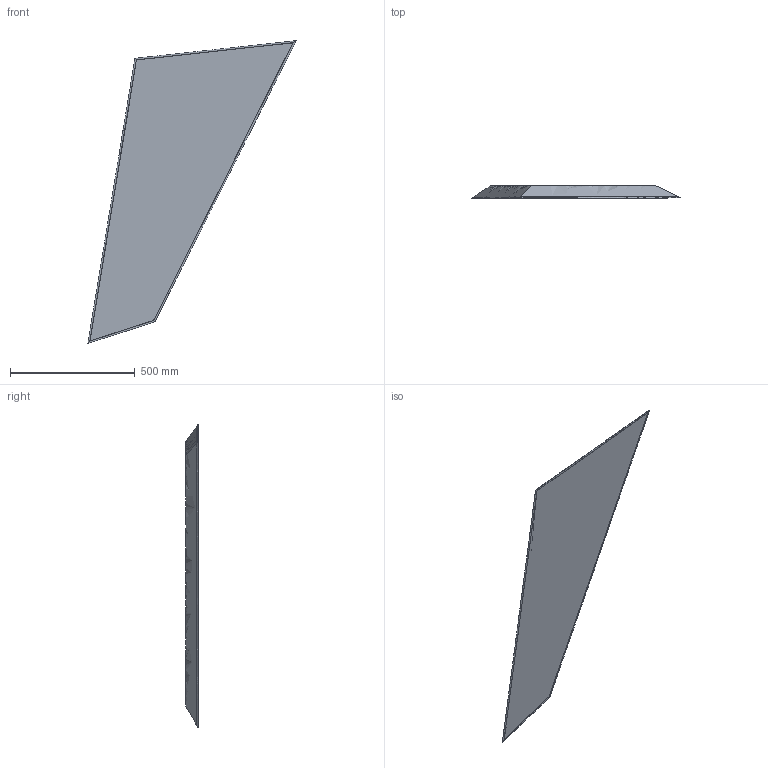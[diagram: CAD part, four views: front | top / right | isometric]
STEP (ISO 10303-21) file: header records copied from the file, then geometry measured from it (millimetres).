
FILE_DESCRIPTION(/* description */ (''),/* implementation_level */ '2;1');
FILE_NAME(/* name */ '168328 - mirage sagomato modD',/* time_stamp */ '2014-07-31T12:28:20+02:00',/* author */ (''),/* organization */ (''),/* preprocessor_version */ 'ST-DEVELOPER v10',/* originating_system */ '',/* authorisation */ '');
FILE_SCHEMA (('CONFIG_CONTROL_DESIGN'));
Length unit declared in the file: millimetre
Products named in the file (1): 1
Bounding box: 833.95 x 50 x 1212.3 mm (x, y, z)
Volume: 6930298.2 mm3; surface area: 1635097.6 mm2
Topology: 2 solids, 2 shells, 14 faces, 48 edges, 36 vertices
Faces by surface type: bspline 8, plane 6
Entity records: 1692 total; most frequent: CARTESIAN_POINT 1310, ORIENTED_EDGE 96, EDGE_CURVE 48, B_SPLINE_CURVE_WITH_KNOTS 48, VERTEX_POINT 36, ADVANCED_FACE 14, FACE_OUTER_BOUND 14, EDGE_LOOP 14
